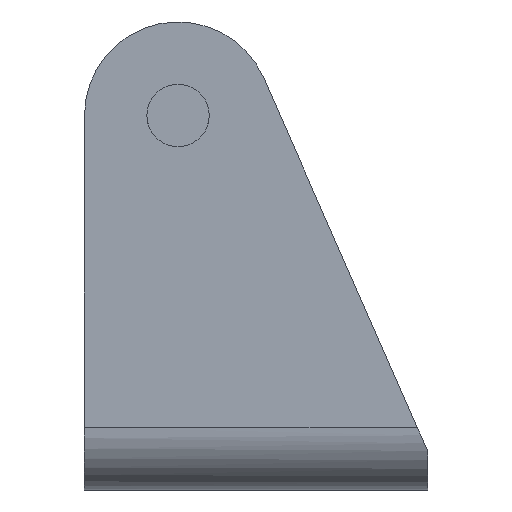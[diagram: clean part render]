
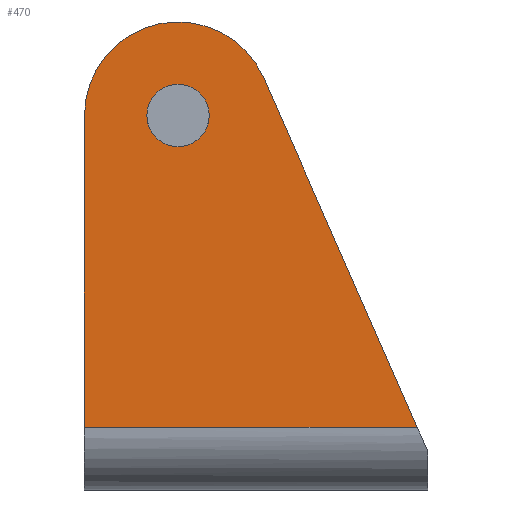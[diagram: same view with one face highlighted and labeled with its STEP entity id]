
A CAD part, top view. The second image highlights one B-rep face of the part: STEP entity #470.
In plain terms, the highlighted planar face has unit normal (0, 0, 1).
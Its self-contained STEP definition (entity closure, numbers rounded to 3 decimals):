
#92=VECTOR('',#575,1.);
#97=VECTOR('',#600,1.);
#98=VECTOR('',#601,1.);
#123=LINE('',#701,#92);
#128=LINE('',#726,#97);
#129=LINE('',#728,#98);
#153=VERTEX_POINT('',#680);
#155=VERTEX_POINT('',#683);
#162=VERTEX_POINT('',#700);
#170=VERTEX_POINT('',#724);
#171=VERTEX_POINT('',#725);
#172=VERTEX_POINT('',#727);
#190=CIRCLE('',#495,6.);
#199=CIRCLE('',#510,2.);
#223=EDGE_CURVE('',#155,#153,#190,.T.);
#233=EDGE_CURVE('',#153,#162,#123,.T.);
#244=EDGE_CURVE('',#170,#171,#199,.T.);
#245=EDGE_CURVE('',#171,#170,#199,.T.);
#246=EDGE_CURVE('',#162,#172,#128,.T.);
#247=EDGE_CURVE('',#172,#155,#129,.T.);
#319=ORIENTED_EDGE('',*,*,#244,.F.);
#320=ORIENTED_EDGE('',*,*,#245,.F.);
#321=ORIENTED_EDGE('',*,*,#233,.T.);
#322=ORIENTED_EDGE('',*,*,#246,.T.);
#323=ORIENTED_EDGE('',*,*,#247,.T.);
#324=ORIENTED_EDGE('',*,*,#223,.T.);
#411=EDGE_LOOP('',(#319,#320));
#412=EDGE_LOOP('',(#321,#322,#323,#324));
#442=FACE_BOUND('',#411,.T.);
#443=FACE_BOUND('',#412,.T.);
#470=ADVANCED_FACE('',(#442,#443),#779,.T.);
#495=AXIS2_PLACEMENT_3D('',#682,#560,#561);
#509=AXIS2_PLACEMENT_3D('',#722,#597,$);
#510=AXIS2_PLACEMENT_3D('',#723,#598,#599);
#560=DIRECTION('',(0.,0.,1.));
#561=DIRECTION('',(6.,0.,0.));
#575=DIRECTION('',(0.,-1.,0.));
#597=DIRECTION('',(0.,0.,1.));
#598=DIRECTION('',(0.,0.,1.));
#599=DIRECTION('',(2.,0.,0.));
#600=DIRECTION('',(1.,0.,0.));
#601=DIRECTION('',(-0.402,0.916,0.));
#680=CARTESIAN_POINT('',(-6.,0.,6.5));
#682=CARTESIAN_POINT('',(0.,0.,6.5));
#683=CARTESIAN_POINT('',(5.493,2.414,6.5));
#700=CARTESIAN_POINT('',(-6.,-20.,6.5));
#701=CARTESIAN_POINT('',(-6.,0.,6.5));
#722=CARTESIAN_POINT('',(0.,0.,6.5));
#723=CARTESIAN_POINT('',(0.,0.,6.5));
#724=CARTESIAN_POINT('',(-2.,0.,6.5));
#725=CARTESIAN_POINT('',(2.,0.,6.5));
#726=CARTESIAN_POINT('',(-6.,-20.,6.5));
#727=CARTESIAN_POINT('',(15.341,-20.,6.5));
#728=CARTESIAN_POINT('',(15.341,-20.,6.5));
#779=PLANE('',#509);
